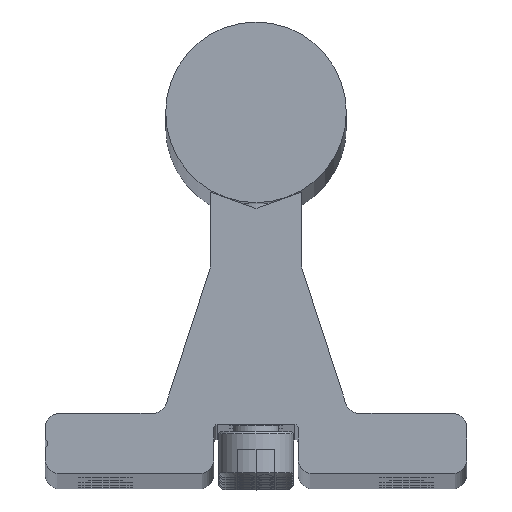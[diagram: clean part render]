
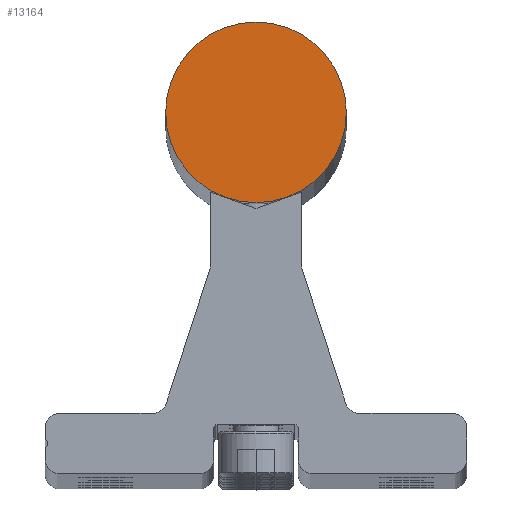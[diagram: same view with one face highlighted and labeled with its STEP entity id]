
A CAD part, top view. The second image highlights one B-rep face of the part: STEP entity #13164.
In plain terms, the highlighted planar face has unit normal (0, 0, 1).
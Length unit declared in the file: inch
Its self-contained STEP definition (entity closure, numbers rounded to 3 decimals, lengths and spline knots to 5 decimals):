
#530 = DIRECTION ( 'NONE',  ( 0., 0., 1. ) ) ;
#1620 = CARTESIAN_POINT ( 'NONE',  ( -0.375, 1.5, 0. ) ) ;
#2555 = EDGE_LOOP ( 'NONE', ( #3792, #6997 ) ) ;
#3248 = DIRECTION ( 'NONE',  ( 1., 0., 0. ) ) ;
#3402 = CARTESIAN_POINT ( 'NONE',  ( 0.375, 1.5, 0. ) ) ;
#3792 = ORIENTED_EDGE ( 'NONE', *, *, #13236, .T. ) ;
#3894 = CIRCLE ( 'NONE', #9327, 0.375 ) ;
#4833 = CARTESIAN_POINT ( 'NONE',  ( 0., 1.5, 0. ) ) ;
#5112 = VERTEX_POINT ( 'NONE', #3402 ) ;
#5741 = AXIS2_PLACEMENT_3D ( 'NONE', #4833, #8104, #8981 ) ;
#6370 = CARTESIAN_POINT ( 'NONE',  ( 0., 1.5, 0. ) ) ;
#6757 = PLANE ( 'NONE',  #5741 ) ;
#6997 = ORIENTED_EDGE ( 'NONE', *, *, #9753, .T. ) ;
#7504 = CIRCLE ( 'NONE', #11037, 0.375 ) ;
#8104 = DIRECTION ( 'NONE',  ( 0., 0., 1. ) ) ;
#8981 = DIRECTION ( 'NONE',  ( 1., 0., 0. ) ) ;
#9242 = VERTEX_POINT ( 'NONE', #1620 ) ;
#9327 = AXIS2_PLACEMENT_3D ( 'NONE', #11129, #530, #11256 ) ;
#9328 = DIRECTION ( 'NONE',  ( 0., 0., 1. ) ) ;
#9753 = EDGE_CURVE ( 'NONE', #9242, #5112, #3894, .T. ) ;
#10101 = FACE_OUTER_BOUND ( 'NONE', #2555, .T. ) ;
#11037 = AXIS2_PLACEMENT_3D ( 'NONE', #6370, #9328, #3248 ) ;
#11129 = CARTESIAN_POINT ( 'NONE',  ( 0., 1.5, 0. ) ) ;
#11256 = DIRECTION ( 'NONE',  ( 1., 0., 0. ) ) ;
#13164 = ADVANCED_FACE ( 'NONE', ( #10101 ), #6757, .T. ) ;
#13236 = EDGE_CURVE ( 'NONE', #5112, #9242, #7504, .T. ) ;
